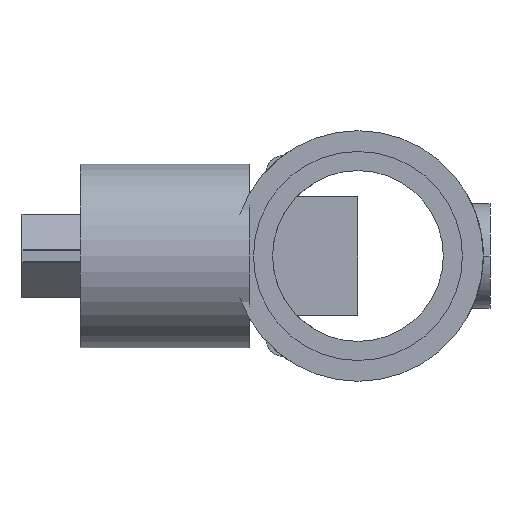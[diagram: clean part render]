
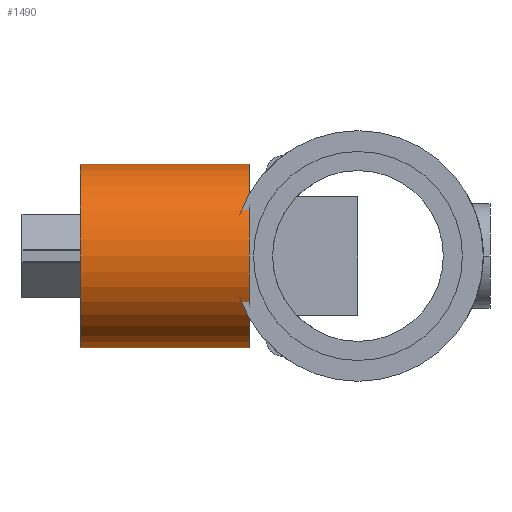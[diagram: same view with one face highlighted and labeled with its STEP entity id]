
A CAD part, left-side view. The second image highlights one B-rep face of the part: STEP entity #1490.
In plain terms, the highlighted cylindrical face has radius 55 mm (diameter 110 mm), a partial arc.
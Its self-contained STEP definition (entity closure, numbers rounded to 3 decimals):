
#128 = LINE ( 'NONE', #534, #1392 ) ;
#147 = ORIENTED_EDGE ( 'NONE', *, *, #478, .T. ) ;
#162 = DIRECTION ( 'NONE',  ( 0., 1., 0. ) ) ;
#230 = CARTESIAN_POINT ( 'NONE',  ( 0., 65.01, -55. ) ) ;
#246 = CARTESIAN_POINT ( 'NONE',  ( 0., 65.01, 0. ) ) ;
#251 = EDGE_LOOP ( 'NONE', ( #368, #598, #147, #1755 ) ) ;
#285 = CARTESIAN_POINT ( 'NONE',  ( 0., 166.01, 0. ) ) ;
#310 = DIRECTION ( 'NONE',  ( 0., 1., 0. ) ) ;
#312 = VERTEX_POINT ( 'NONE', #1689 ) ;
#346 = AXIS2_PLACEMENT_3D ( 'NONE', #578, #162, #446 ) ;
#368 = ORIENTED_EDGE ( 'NONE', *, *, #657, .F. ) ;
#436 = CIRCLE ( 'NONE', #346, 55. ) ;
#446 = DIRECTION ( 'NONE',  ( 0., 0., 1. ) ) ;
#466 = LINE ( 'NONE', #878, #472 ) ;
#472 = VECTOR ( 'NONE', #855, 1000. ) ;
#478 = EDGE_CURVE ( 'NONE', #1053, #629, #466, .T. ) ;
#534 = CARTESIAN_POINT ( 'NONE',  ( 0., 65.01, -55. ) ) ;
#542 = CARTESIAN_POINT ( 'NONE',  ( 0., 166.01, 55. ) ) ;
#578 = CARTESIAN_POINT ( 'NONE',  ( 0., 65.01, 0. ) ) ;
#598 = ORIENTED_EDGE ( 'NONE', *, *, #1252, .T. ) ;
#629 = VERTEX_POINT ( 'NONE', #542 ) ;
#631 = AXIS2_PLACEMENT_3D ( 'NONE', #246, #945, #796 ) ;
#657 = EDGE_CURVE ( 'NONE', #1301, #312, #128, .T. ) ;
#796 = DIRECTION ( 'NONE',  ( 0., 0., 1. ) ) ;
#821 = CYLINDRICAL_SURFACE ( 'NONE', #631, 55. ) ;
#855 = DIRECTION ( 'NONE',  ( 0., 1., 0. ) ) ;
#878 = CARTESIAN_POINT ( 'NONE',  ( 0., 65.01, 55. ) ) ;
#918 = AXIS2_PLACEMENT_3D ( 'NONE', #285, #310, #984 ) ;
#945 = DIRECTION ( 'NONE',  ( 0., 1., 0. ) ) ;
#984 = DIRECTION ( 'NONE',  ( 0., 0., 1. ) ) ;
#1053 = VERTEX_POINT ( 'NONE', #1337 ) ;
#1063 = FACE_OUTER_BOUND ( 'NONE', #251, .T. ) ;
#1218 = EDGE_CURVE ( 'NONE', #312, #629, #1378, .T. ) ;
#1252 = EDGE_CURVE ( 'NONE', #1301, #1053, #436, .T. ) ;
#1301 = VERTEX_POINT ( 'NONE', #230 ) ;
#1337 = CARTESIAN_POINT ( 'NONE',  ( 0., 65.01, 55. ) ) ;
#1378 = CIRCLE ( 'NONE', #918, 55. ) ;
#1392 = VECTOR ( 'NONE', #1749, 1000. ) ;
#1490 = ADVANCED_FACE ( 'NONE', ( #1063 ), #821, .T. ) ;
#1689 = CARTESIAN_POINT ( 'NONE',  ( 0., 166.01, -55. ) ) ;
#1749 = DIRECTION ( 'NONE',  ( 0., 1., 0. ) ) ;
#1755 = ORIENTED_EDGE ( 'NONE', *, *, #1218, .F. ) ;
